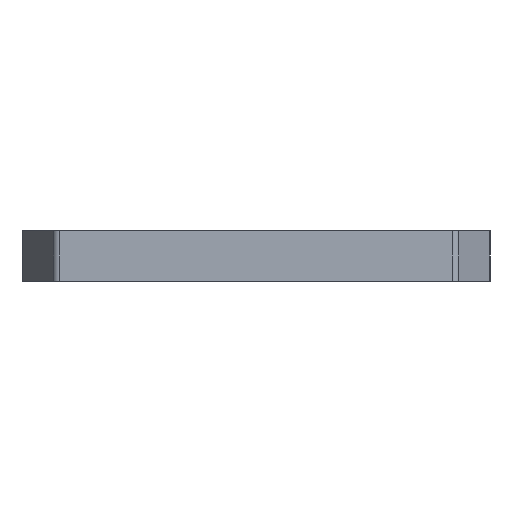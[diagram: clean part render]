
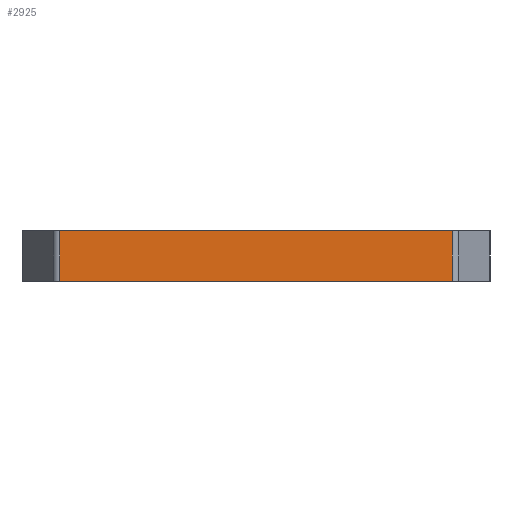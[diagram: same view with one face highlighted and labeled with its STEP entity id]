
A CAD part, front view. The second image highlights one B-rep face of the part: STEP entity #2925.
In plain terms, the highlighted planar face has unit normal (0, -1, 0).
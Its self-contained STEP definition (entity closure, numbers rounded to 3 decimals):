
#302=LINE('',#4847,#526);
#319=LINE('',#4933,#543);
#335=LINE('',#5012,#559);
#336=LINE('',#5014,#560);
#526=VECTOR('',#3870,10.);
#543=VECTOR('',#3951,10.);
#559=VECTOR('',#4031,1000.);
#560=VECTOR('',#4034,1000.);
#658=PLANE('',#3259);
#767=FACE_OUTER_BOUND('',#963,.T.);
#963=EDGE_LOOP('',(#2530,#2531,#2532,#2533));
#1427=VERTEX_POINT('',#4844);
#1428=VERTEX_POINT('',#4846);
#1464=VERTEX_POINT('',#4930);
#1465=VERTEX_POINT('',#4932);
#1785=EDGE_CURVE('',#1428,#1427,#302,.T.);
#1829=EDGE_CURVE('',#1464,#1465,#319,.T.);
#1870=EDGE_CURVE('',#1427,#1465,#335,.T.);
#1871=EDGE_CURVE('',#1464,#1428,#336,.T.);
#2530=ORIENTED_EDGE('',*,*,#1829,.F.);
#2531=ORIENTED_EDGE('',*,*,#1871,.T.);
#2532=ORIENTED_EDGE('',*,*,#1785,.T.);
#2533=ORIENTED_EDGE('',*,*,#1870,.T.);
#2925=ADVANCED_FACE('',(#767),#658,.F.);
#3259=AXIS2_PLACEMENT_3D('',#5013,#4032,#4033);
#3870=DIRECTION('',(1.,0.,0.));
#3951=DIRECTION('',(1.,0.,0.));
#4031=DIRECTION('',(0.,0.,1.));
#4032=DIRECTION('center_axis',(0.,1.,0.));
#4033=DIRECTION('ref_axis',(-1.,0.,0.));
#4034=DIRECTION('',(0.,0.,-1.));
#4844=CARTESIAN_POINT('',(27.234,-21.83,0.5));
#4846=CARTESIAN_POINT('',(-27.234,-21.83,0.5));
#4847=CARTESIAN_POINT('',(13.905,-21.83,0.5));
#4930=CARTESIAN_POINT('',(-27.234,-21.83,7.5));
#4932=CARTESIAN_POINT('',(27.234,-21.83,7.5));
#4933=CARTESIAN_POINT('',(13.905,-21.83,7.5));
#5012=CARTESIAN_POINT('',(27.234,-21.83,8.));
#5013=CARTESIAN_POINT('Origin',(27.811,-21.83,8.));
#5014=CARTESIAN_POINT('',(-27.234,-21.83,8.));
